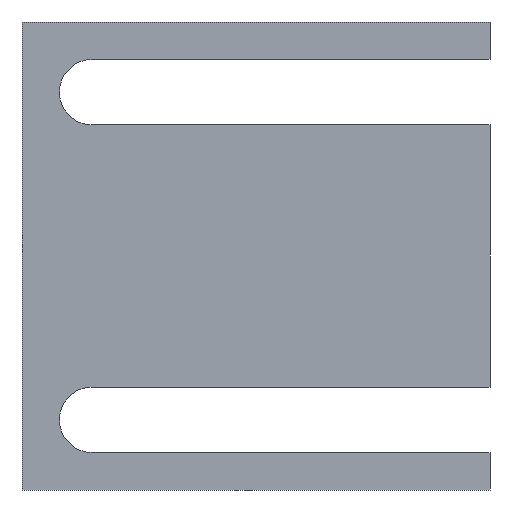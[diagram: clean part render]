
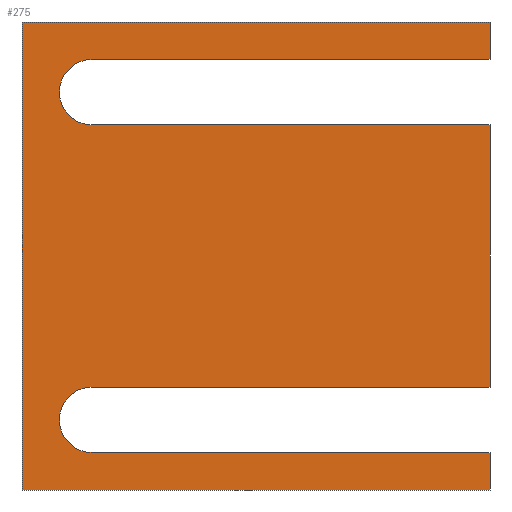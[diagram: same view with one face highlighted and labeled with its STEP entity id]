
A CAD part, left-side view. The second image highlights one B-rep face of the part: STEP entity #275.
In plain terms, the highlighted planar face has unit normal (-1, 0, 0).
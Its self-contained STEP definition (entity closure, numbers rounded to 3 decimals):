
#2 = EDGE_LOOP ( 'NONE', ( #63, #64, #65, #66, #67, #68, #69, #70, #71, #72, #73, #74 ) ) ;
#63 = ORIENTED_EDGE ( 'NONE', *, *, #320, .F. ) ;
#64 = ORIENTED_EDGE ( 'NONE', *, *, #319, .F. ) ;
#65 = ORIENTED_EDGE ( 'NONE', *, *, #317, .F. ) ;
#66 = ORIENTED_EDGE ( 'NONE', *, *, #315, .F. ) ;
#67 = ORIENTED_EDGE ( 'NONE', *, *, #313, .F. ) ;
#68 = ORIENTED_EDGE ( 'NONE', *, *, #305, .F. ) ;
#69 = ORIENTED_EDGE ( 'NONE', *, *, #310, .F. ) ;
#70 = ORIENTED_EDGE ( 'NONE', *, *, #309, .F. ) ;
#71 = ORIENTED_EDGE ( 'NONE', *, *, #307, .F. ) ;
#72 = ORIENTED_EDGE ( 'NONE', *, *, #298, .F. ) ;
#73 = ORIENTED_EDGE ( 'NONE', *, *, #302, .F. ) ;
#74 = ORIENTED_EDGE ( 'NONE', *, *, #321, .F. ) ;
#104 = FACE_OUTER_BOUND ( 'NONE', #2, .T. ) ;
#135 = CARTESIAN_POINT ( 'NONE',  ( 0., 85., 42. ) ) ;
#136 = CARTESIAN_POINT ( 'NONE',  ( 0., 0., 42. ) ) ;
#139 = CARTESIAN_POINT ( 'NONE',  ( 0., 85., 28. ) ) ;
#142 = CARTESIAN_POINT ( 'NONE',  ( 0., 0., -28. ) ) ;
#143 = CARTESIAN_POINT ( 'NONE',  ( 0., 85., -42. ) ) ;
#144 = CARTESIAN_POINT ( 'NONE',  ( 0., 0., -50. ) ) ;
#145 = CARTESIAN_POINT ( 'NONE',  ( 0., 100., 50. ) ) ;
#146 = CARTESIAN_POINT ( 'NONE',  ( 0., 0., -42. ) ) ;
#147 = VERTEX_POINT ( 'NONE', #174 ) ;
#148 = VERTEX_POINT ( 'NONE', #145 ) ;
#149 = VERTEX_POINT ( 'NONE', #171 ) ;
#150 = VERTEX_POINT ( 'NONE', #144 ) ;
#151 = VERTEX_POINT ( 'NONE', #146 ) ;
#152 = VERTEX_POINT ( 'NONE', #143 ) ;
#153 = VERTEX_POINT ( 'NONE', #172 ) ;
#154 = VERTEX_POINT ( 'NONE', #142 ) ;
#155 = VERTEX_POINT ( 'NONE', #170 ) ;
#158 = VERTEX_POINT ( 'NONE', #139 ) ;
#161 = VERTEX_POINT ( 'NONE', #136 ) ;
#162 = VERTEX_POINT ( 'NONE', #135 ) ;
#170 = CARTESIAN_POINT ( 'NONE',  ( 0., 0., 28. ) ) ;
#171 = CARTESIAN_POINT ( 'NONE',  ( 0., 100., -50. ) ) ;
#172 = CARTESIAN_POINT ( 'NONE',  ( 0., 85., -28. ) ) ;
#174 = CARTESIAN_POINT ( 'NONE',  ( 0., 0., 50. ) ) ;
#219 = PLANE ( 'NONE',  #335 ) ;
#222 = CARTESIAN_POINT ( 'NONE',  ( 0., 0., 0. ) ) ;
#225 = DIRECTION ( 'NONE',  ( 1., 0., 0. ) ) ;
#226 = DIRECTION ( 'NONE',  ( 0., 0., -1. ) ) ;
#255 = CARTESIAN_POINT ( 'NONE',  ( 0., 85., 35. ) ) ;
#256 = DIRECTION ( 'NONE',  ( -1., 0., 0. ) ) ;
#257 = DIRECTION ( 'NONE',  ( 0., 0., 1. ) ) ;
#258 = CARTESIAN_POINT ( 'NONE',  ( 0., 85., -35. ) ) ;
#275 = ADVANCED_FACE ( 'NONE', ( #104 ), #219, .F. ) ;
#276 = DIRECTION ( 'NONE',  ( -1., 0., 0. ) ) ;
#277 = DIRECTION ( 'NONE',  ( 0., 0., 1. ) ) ;
#285 = AXIS2_PLACEMENT_3D ( 'NONE', #258, #276, #277 ) ;
#298 = EDGE_CURVE ( 'NONE', #162, #158, #444, .T. ) ;
#302 = EDGE_CURVE ( 'NONE', #161, #162, #447, .T. ) ;
#305 = EDGE_CURVE ( 'NONE', #153, #152, #464, .T. ) ;
#307 = EDGE_CURVE ( 'NONE', #158, #155, #441, .T. ) ;
#309 = EDGE_CURVE ( 'NONE', #155, #154, #402, .T. ) ;
#310 = EDGE_CURVE ( 'NONE', #154, #153, #404, .T. ) ;
#313 = EDGE_CURVE ( 'NONE', #152, #151, #410, .T. ) ;
#315 = EDGE_CURVE ( 'NONE', #151, #150, #414, .T. ) ;
#317 = EDGE_CURVE ( 'NONE', #150, #149, #418, .T. ) ;
#319 = EDGE_CURVE ( 'NONE', #149, #148, #422, .T. ) ;
#320 = EDGE_CURVE ( 'NONE', #148, #147, #424, .T. ) ;
#321 = EDGE_CURVE ( 'NONE', #147, #161, #426, .T. ) ;
#335 = AXIS2_PLACEMENT_3D ( 'NONE', #222, #225, #226 ) ;
#336 = AXIS2_PLACEMENT_3D ( 'NONE', #255, #256, #257 ) ;
#348 = DIRECTION ( 'NONE',  ( 0., -1., 0. ) ) ;
#351 = CARTESIAN_POINT ( 'NONE',  ( 0., 0., 0. ) ) ;
#352 = DIRECTION ( 'NONE',  ( 0., 0., -1. ) ) ;
#353 = CARTESIAN_POINT ( 'NONE',  ( 0., 0., -28. ) ) ;
#354 = DIRECTION ( 'NONE',  ( 0., 1., 0. ) ) ;
#359 = CARTESIAN_POINT ( 'NONE',  ( 0., 0., -42. ) ) ;
#360 = DIRECTION ( 'NONE',  ( 0., -1., 0. ) ) ;
#363 = CARTESIAN_POINT ( 'NONE',  ( 0., 0., 0. ) ) ;
#364 = DIRECTION ( 'NONE',  ( 0., 0., -1. ) ) ;
#367 = CARTESIAN_POINT ( 'NONE',  ( 0., 0., -50. ) ) ;
#368 = DIRECTION ( 'NONE',  ( 0., 1., 0. ) ) ;
#371 = CARTESIAN_POINT ( 'NONE',  ( 0., 100., 0. ) ) ;
#372 = DIRECTION ( 'NONE',  ( 0., 0., 1. ) ) ;
#373 = CARTESIAN_POINT ( 'NONE',  ( 0., 0., 50. ) ) ;
#374 = DIRECTION ( 'NONE',  ( 0., -1., 0. ) ) ;
#376 = CARTESIAN_POINT ( 'NONE',  ( 0., 0., 0. ) ) ;
#377 = DIRECTION ( 'NONE',  ( 0., 0., -1. ) ) ;
#402 = LINE ( 'NONE', #351, #403 ) ;
#403 = VECTOR ( 'NONE', #352, 1000. ) ;
#404 = LINE ( 'NONE', #353, #405 ) ;
#405 = VECTOR ( 'NONE', #354, 1000. ) ;
#410 = LINE ( 'NONE', #359, #411 ) ;
#411 = VECTOR ( 'NONE', #360, 1000. ) ;
#414 = LINE ( 'NONE', #363, #415 ) ;
#415 = VECTOR ( 'NONE', #364, 1000. ) ;
#418 = LINE ( 'NONE', #367, #419 ) ;
#419 = VECTOR ( 'NONE', #368, 1000. ) ;
#422 = LINE ( 'NONE', #371, #423 ) ;
#423 = VECTOR ( 'NONE', #372, 1000. ) ;
#424 = LINE ( 'NONE', #373, #425 ) ;
#425 = VECTOR ( 'NONE', #374, 1000. ) ;
#426 = LINE ( 'NONE', #376, #427 ) ;
#427 = VECTOR ( 'NONE', #377, 1000. ) ;
#439 = CARTESIAN_POINT ( 'NONE',  ( 0., 0., 28. ) ) ;
#440 = VECTOR ( 'NONE', #348, 1000. ) ;
#441 = LINE ( 'NONE', #439, #440 ) ;
#444 = CIRCLE ( 'NONE', #336, 7. ) ;
#446 = VECTOR ( 'NONE', #460, 1000. ) ;
#447 = LINE ( 'NONE', #461, #446 ) ;
#460 = DIRECTION ( 'NONE',  ( 0., 1., 0. ) ) ;
#461 = CARTESIAN_POINT ( 'NONE',  ( 0., 0., 42. ) ) ;
#464 = CIRCLE ( 'NONE', #285, 7. ) ;
